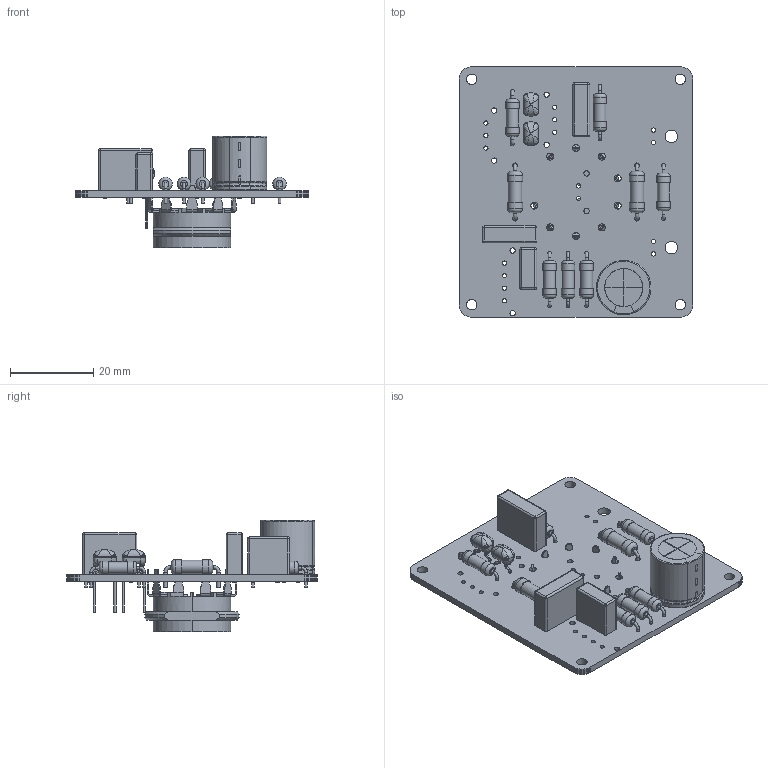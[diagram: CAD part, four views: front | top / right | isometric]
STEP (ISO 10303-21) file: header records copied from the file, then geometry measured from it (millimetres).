
FILE_DESCRIPTION(('KiCad electronic assembly'),'2;1');
FILE_NAME('Gain1Module.step','2024-07-17T22:36:48',('Pcbnew'),('Kicad'), 'Open CASCADE STEP processor 7.7','KiCad to STEP converter','Unknown' );
FILE_SCHEMA(('AUTOMOTIVE_DESIGN { 1 0 10303 214 1 1 1 1 }'));
Length unit declared in the file: millimetre
Products named in the file (16): Gain1Module 1; FG26C0G2J102JNT06; FG26X7S2A225KRT06; C_Rect_L13.0mm_W4.0mm_P10.00mm_FKS3_FKP3_MKS4; C_Rect_L130mm_W40mm_P1000mm_FKS3_FKP3_MKS4; R_Axial_DIN0411_L9.9mm_D3.6mm_P12.70mm_Horizontal; R_Axial_DIN0411_L99mm_D36mm_P1270mm_Horizontal; R_Axial_DIN0309_L9.0mm_D3.2mm_P12.70mm_Horizontal; R_Axial_DIN0309_L90mm_D32mm_P1270mm_Horizontal; CP_Radial_D13.0mm_P5.00mm; CP_Radial_D130mm_P500mm; C_Rect_L10.0mm_W4.0mm_P7.50mm_MKS4; C_Rect_L100mm_W40mm_P750mm_MKS4; VT9-PT--3DModel-STEP-56544; VT9-PT; Gain1Module PCB
Assembly tree (23 placements, depth 3):
  Gain1Module 1
    FG26C0G2J102JNT06  x2
      FG26X7S2A225KRT06
    C_Rect_L13.0mm_W4.0mm_P10.00mm_FKS3_FKP3_MKS4  x2
      C_Rect_L130mm_W40mm_P1000mm_FKS3_FKP3_MKS4
    R_Axial_DIN0411_L9.9mm_D3.6mm_P12.70mm_Horizontal  x2
      R_Axial_DIN0411_L99mm_D36mm_P1270mm_Horizontal
    R_Axial_DIN0309_L9.0mm_D3.2mm_P12.70mm_Horizontal  x6
      R_Axial_DIN0309_L90mm_D32mm_P1270mm_Horizontal
    CP_Radial_D13.0mm_P5.00mm
      CP_Radial_D130mm_P500mm
    C_Rect_L10.0mm_W4.0mm_P7.50mm_MKS4
      C_Rect_L100mm_W40mm_P750mm_MKS4
    VT9-PT--3DModel-STEP-56544
      VT9-PT
    Gain1Module PCB
Bounding box: 56 x 60 x 26.7 mm (x, y, z)
Volume: 11266.1 mm3; surface area: 13696.7 mm2
Topology: 29 solids, 30 shells, 926 faces, 2288 edges, 1439 vertices
Faces by surface type: plane 399, cylinder 354, bspline 78, torus 74, sphere 12, revolution 5, cone 4
Full cylindrical faces by diameter (mm): 0.7 x30, 0.8 x24, 0.9 x2, 1 x6, 1.02 x16, 1.2 x6, 1.27 x8, 1.69 x9, 2.5 x4, 2.88 x6, 3 x2, 3.2 x12, 3.24 x2, 3.6 x4
Entity records: 57383 total; most frequent: CARTESIAN_POINT 19142, DIRECTION 6849, LINE 4009, VECTOR 4009, ORIENTED_EDGE 3714, PCURVE 3714, DEFINITIONAL_REPRESENTATION 3714, EDGE_CURVE 1857
